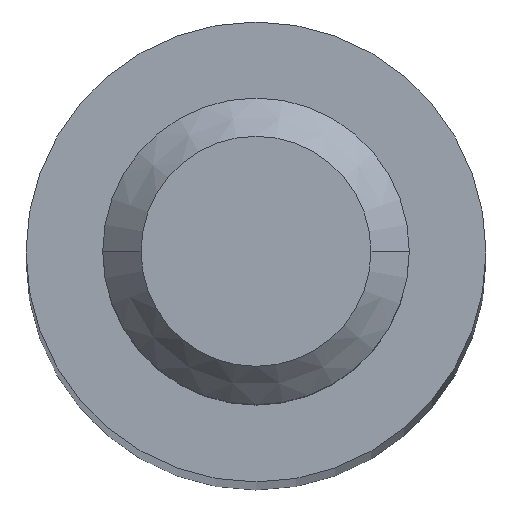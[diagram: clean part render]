
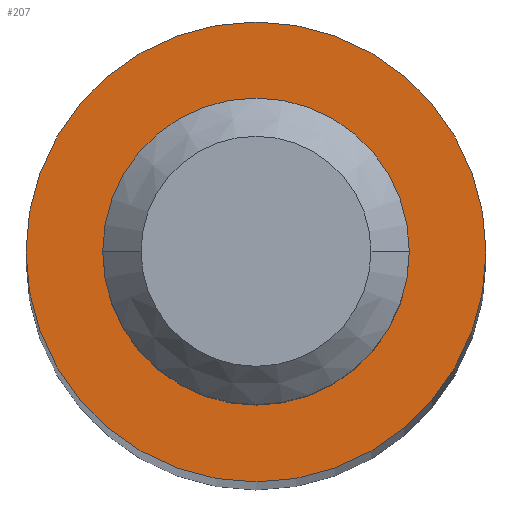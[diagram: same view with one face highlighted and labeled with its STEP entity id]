
A CAD part, top view. The second image highlights one B-rep face of the part: STEP entity #207.
In plain terms, the highlighted planar face has unit normal (0, 0, 1).
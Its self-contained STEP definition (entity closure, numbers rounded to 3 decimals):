
#17 = DIRECTION ( 'NONE',  ( 0., 0., 1. ) ) ;
#34 = DIRECTION ( 'NONE',  ( 1., 0., 0. ) ) ;
#41 = CARTESIAN_POINT ( 'NONE',  ( -3.4, 0., 120. ) ) ;
#44 = DIRECTION ( 'NONE',  ( 0., 0., -1. ) ) ;
#69 = ORIENTED_EDGE ( 'NONE', *, *, #155, .T. ) ;
#70 = AXIS2_PLACEMENT_3D ( 'NONE', #125, #215, #180 ) ;
#72 = DIRECTION ( 'NONE',  ( 0., 0., 1. ) ) ;
#91 = AXIS2_PLACEMENT_3D ( 'NONE', #151, #44, #276 ) ;
#92 = FACE_BOUND ( 'NONE', #209, .T. ) ;
#97 = CIRCLE ( 'NONE', #117, 6. ) ;
#98 = EDGE_CURVE ( 'NONE', #182, #277, #248, .T. ) ;
#117 = AXIS2_PLACEMENT_3D ( 'NONE', #303, #305, #34 ) ;
#125 = CARTESIAN_POINT ( 'NONE',  ( 0., 0., 120. ) ) ;
#128 = VERTEX_POINT ( 'NONE', #246 ) ;
#138 = CIRCLE ( 'NONE', #70, 3.4 ) ;
#150 = VERTEX_POINT ( 'NONE', #247 ) ;
#151 = CARTESIAN_POINT ( 'NONE',  ( 0., 0., 120. ) ) ;
#155 = EDGE_CURVE ( 'NONE', #277, #182, #138, .T. ) ;
#161 = EDGE_CURVE ( 'NONE', #128, #150, #97, .T. ) ;
#174 = ORIENTED_EDGE ( 'NONE', *, *, #98, .T. ) ;
#179 = CARTESIAN_POINT ( 'NONE',  ( 0., 0., 120. ) ) ;
#180 = DIRECTION ( 'NONE',  ( -1., 0., 0. ) ) ;
#182 = VERTEX_POINT ( 'NONE', #41 ) ;
#190 = AXIS2_PLACEMENT_3D ( 'NONE', #338, #17, #193 ) ;
#193 = DIRECTION ( 'NONE',  ( 1., 0., 0. ) ) ;
#201 = ORIENTED_EDGE ( 'NONE', *, *, #161, .T. ) ;
#207 = ADVANCED_FACE ( 'NONE', ( #218, #92 ), #220, .T. ) ;
#209 = EDGE_LOOP ( 'NONE', ( #174, #69 ) ) ;
#215 = DIRECTION ( 'NONE',  ( 0., 0., -1. ) ) ;
#218 = FACE_OUTER_BOUND ( 'NONE', #362, .T. ) ;
#220 = PLANE ( 'NONE',  #270 ) ;
#246 = CARTESIAN_POINT ( 'NONE',  ( -6., 0., 120. ) ) ;
#247 = CARTESIAN_POINT ( 'NONE',  ( 6., 0., 120. ) ) ;
#248 = CIRCLE ( 'NONE', #91, 3.4 ) ;
#270 = AXIS2_PLACEMENT_3D ( 'NONE', #179, #72, #301 ) ;
#275 = ORIENTED_EDGE ( 'NONE', *, *, #292, .T. ) ;
#276 = DIRECTION ( 'NONE',  ( -1., 0., 0. ) ) ;
#277 = VERTEX_POINT ( 'NONE', #315 ) ;
#292 = EDGE_CURVE ( 'NONE', #150, #128, #317, .T. ) ;
#301 = DIRECTION ( 'NONE',  ( 1., 0., 0. ) ) ;
#303 = CARTESIAN_POINT ( 'NONE',  ( 0., 0., 120. ) ) ;
#305 = DIRECTION ( 'NONE',  ( 0., 0., 1. ) ) ;
#315 = CARTESIAN_POINT ( 'NONE',  ( 3.4, 0., 120. ) ) ;
#317 = CIRCLE ( 'NONE', #190, 6. ) ;
#338 = CARTESIAN_POINT ( 'NONE',  ( 0., 0., 120. ) ) ;
#362 = EDGE_LOOP ( 'NONE', ( #201, #275 ) ) ;
